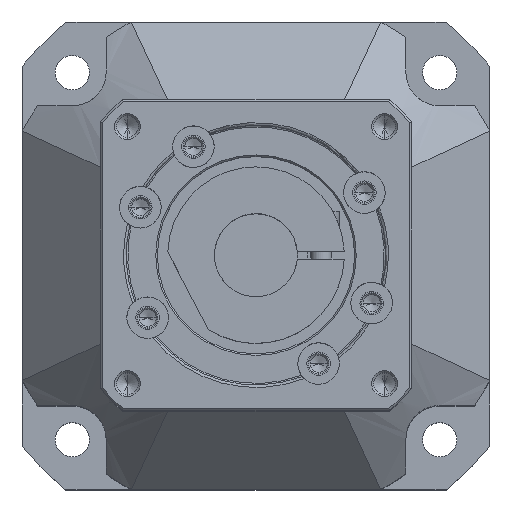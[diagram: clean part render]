
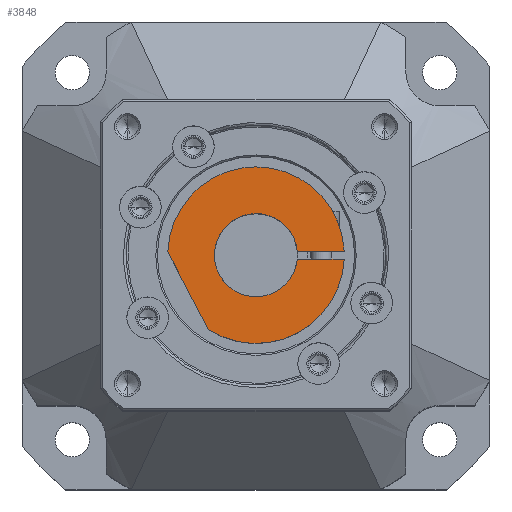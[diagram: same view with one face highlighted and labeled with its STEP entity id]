
A CAD part, top view. The second image highlights one B-rep face of the part: STEP entity #3848.
In plain terms, the highlighted face is planar.
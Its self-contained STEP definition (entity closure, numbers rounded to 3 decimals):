
#2593=DIRECTION('',(0.886,0.,-0.463));
#2594=VECTOR('',#2593,16.869);
#2595=CARTESIAN_POINT('',(-14.31,74.,-9.178));
#2596=LINE('',#2595,#2594);
#2597=DIRECTION('',(0.,0.,-1.));
#2598=VECTOR('',#2597,9.019);
#2599=CARTESIAN_POINT('',(0.75,74.,16.983));
#2600=LINE('',#2599,#2598);
#2601=CARTESIAN_POINT('',(0.,74.,0.));
#2602=DIRECTION('',(0.,1.,0.));
#2603=DIRECTION('',(0.094,0.,0.996));
#2604=AXIS2_PLACEMENT_3D('',#2601,#2602,#2603);
#2606=CARTESIAN_POINT('',(0.,74.,0.));
#2607=DIRECTION('',(0.,-1.,0.));
#2608=DIRECTION('',(-0.094,0.,0.996));
#2609=AXIS2_PLACEMENT_3D('',#2606,#2607,#2608);
#2611=DIRECTION('',(0.,0.,-1.));
#2612=VECTOR('',#2611,9.019);
#2613=CARTESIAN_POINT('',(-0.75,74.,16.983));
#2614=LINE('',#2613,#2612);
#2640=CARTESIAN_POINT('',(0.,74.,0.));
#2641=DIRECTION('',(0.,1.,0.));
#2642=DIRECTION('',(0.044,0.,0.999));
#2643=AXIS2_PLACEMENT_3D('',#2640,#2641,#2642);
#2645=CARTESIAN_POINT('',(0.,74.,0.));
#2646=DIRECTION('',(0.,1.,0.));
#2647=DIRECTION('',(-0.842,0.,-0.54));
#2648=AXIS2_PLACEMENT_3D('',#2645,#2646,#2647);
#3353=CARTESIAN_POINT('',(0.,74.,-8.));
#3355=VERTEX_POINT('',#3353);
#3368=CARTESIAN_POINT('',(0.75,74.,7.965));
#3369=VERTEX_POINT('',#3368);
#3370=CARTESIAN_POINT('',(0.75,74.,16.983));
#3371=VERTEX_POINT('',#3370);
#3372=CARTESIAN_POINT('',(-0.75,74.,16.983));
#3373=CARTESIAN_POINT('',(-0.75,74.,7.965));
#3374=VERTEX_POINT('',#3372);
#3375=VERTEX_POINT('',#3373);
#3440=CARTESIAN_POINT('',(-14.31,74.,-9.178));
#3441=CARTESIAN_POINT('',(0.642,74.,-16.988));
#3442=VERTEX_POINT('',#3440);
#3443=VERTEX_POINT('',#3441);
#3830=CARTESIAN_POINT('',(0.,74.,0.));
#3831=DIRECTION('',(0.,1.,0.));
#3832=DIRECTION('',(0.,0.,-1.));
#3833=AXIS2_PLACEMENT_3D('',#3830,#3831,#3832);
#3834=PLANE('',#3833);
#3836=ORIENTED_EDGE('',*,*,#3835,.T.);
#3838=ORIENTED_EDGE('',*,*,#3837,.F.);
#3840=ORIENTED_EDGE('',*,*,#3839,.T.);
#3841=ORIENTED_EDGE('',*,*,#3782,.T.);
#3842=ORIENTED_EDGE('',*,*,#3797,.F.);
#3843=ORIENTED_EDGE('',*,*,#3811,.F.);
#3845=ORIENTED_EDGE('',*,*,#3844,.F.);
#3846=EDGE_LOOP('',(#3836,#3838,#3840,#3841,#3842,#3843,#3845));
#3847=FACE_OUTER_BOUND('',#3846,.F.);
#3848=ADVANCED_FACE('',(#3847),#3834,.T.);
#2605=CIRCLE('',#2604,8.);
#2610=CIRCLE('',#2609,8.);
#2644=CIRCLE('',#2643,17.);
#2649=CIRCLE('',#2648,17.);
#3782=EDGE_CURVE('',#3369,#3355,#2605,.T.);
#3797=EDGE_CURVE('',#3375,#3355,#2610,.T.);
#3811=EDGE_CURVE('',#3374,#3375,#2614,.T.);
#3835=EDGE_CURVE('',#3442,#3443,#2596,.T.);
#3837=EDGE_CURVE('',#3371,#3443,#2644,.T.);
#3839=EDGE_CURVE('',#3371,#3369,#2600,.T.);
#3844=EDGE_CURVE('',#3442,#3374,#2649,.T.);
